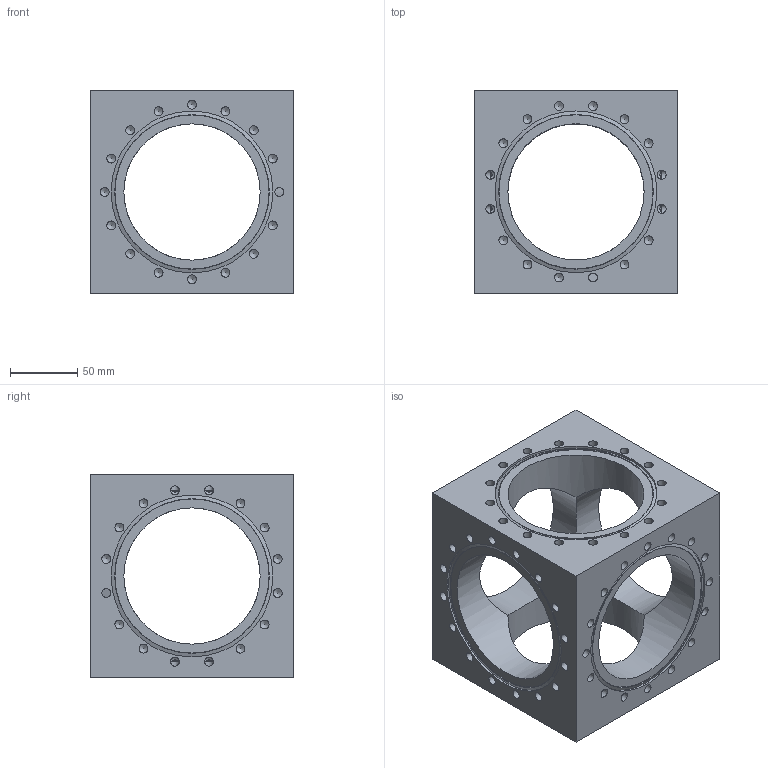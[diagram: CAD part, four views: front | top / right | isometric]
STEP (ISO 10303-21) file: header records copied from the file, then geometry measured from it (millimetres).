
FILE_DESCRIPTION(/* description */ (''),/* implementation_level */ '2;1');
FILE_NAME(/* name */ 'FL-CUBE100CF.stp',/* time_stamp */ '2018-05-18T11:48:01+01:00',/* author */ ('paul'),/* organization */ (''),/* preprocessor_version */ 'ST-DEVELOPER v17',/* originating_system */ 'Autodesk Inventor 2018',/* authorisation */ '');
FILE_SCHEMA (('AUTOMOTIVE_DESIGN { 1 0 10303 214 3 1 1 }'));
Length unit declared in the file: millimetre
Products named in the file (1): FL-CUBE100CF
Bounding box: 151.6 x 151.6 x 151.6 mm (x, y, z)
Volume: 1215397.5 mm3; surface area: 173430.3 mm2
Topology: 1 solids, 1 shells, 292 faces, 875 edges, 587 vertices
Faces by surface type: cone 140, cylinder 140, plane 12
Full cylindrical faces by diameter (mm): 6.647 x96, 101.6 x6, 120.6 x6
Entity records: 10113 total; most frequent: CARTESIAN_POINT 1987, DIRECTION 1884, ORIENTED_EDGE 1590, AXIS2_PLACEMENT_3D 836, EDGE_CURVE 795, VERTEX_POINT 587, CIRCLE 470, EDGE_LOOP 400
